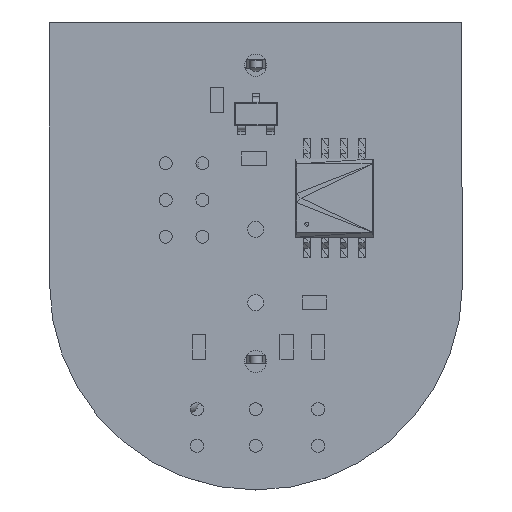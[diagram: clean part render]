
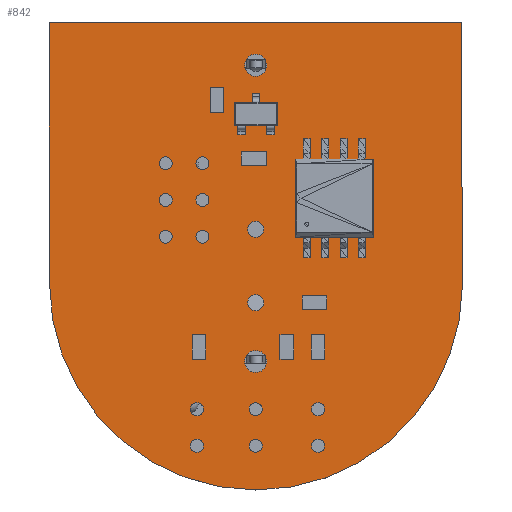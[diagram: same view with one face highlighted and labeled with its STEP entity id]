
A CAD part, top view. The second image highlights one B-rep face of the part: STEP entity #842.
In plain terms, the highlighted planar face has unit normal (0, 0, 1).
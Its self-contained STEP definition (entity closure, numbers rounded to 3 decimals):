
#71 = VERTEX_POINT('',#72);
#72 = CARTESIAN_POINT('',(1.1,15.113,0.));
#78 = EDGE_CURVE('',#71,#79,#81,.T.);
#79 = VERTEX_POINT('',#80);
#80 = CARTESIAN_POINT('',(1.1,33.104,0.));
#81 = LINE('',#82,#83);
#82 = CARTESIAN_POINT('',(1.1,15.113,0.));
#83 = VECTOR('',#84,1.);
#84 = DIRECTION('',(0.,1.,0.));
#109 = EDGE_CURVE('',#79,#110,#112,.T.);
#110 = VERTEX_POINT('',#111);
#111 = CARTESIAN_POINT('',(1.143,33.147,0.));
#112 = LINE('',#113,#114);
#113 = CARTESIAN_POINT('',(1.1,33.104,0.));
#114 = VECTOR('',#115,1.);
#115 = DIRECTION('',(0.707,0.707,0.));
#140 = EDGE_CURVE('',#110,#141,#143,.T.);
#141 = VERTEX_POINT('',#142);
#142 = CARTESIAN_POINT('',(29.591,33.147,0.));
#143 = LINE('',#144,#145);
#144 = CARTESIAN_POINT('',(1.143,33.147,0.));
#145 = VECTOR('',#146,1.);
#146 = DIRECTION('',(1.,0.,0.));
#171 = EDGE_CURVE('',#141,#172,#174,.T.);
#172 = VERTEX_POINT('',#173);
#173 = CARTESIAN_POINT('',(29.685,14.986,0.));
#174 = LINE('',#175,#176);
#175 = CARTESIAN_POINT('',(29.591,33.147,0.));
#176 = VECTOR('',#177,1.);
#177 = DIRECTION('',(0.005,-1.,0.));
#202 = EDGE_CURVE('',#172,#203,#205,.T.);
#203 = VERTEX_POINT('',#204);
#204 = CARTESIAN_POINT('',(1.1,15.05,0.));
#205 = CIRCLE('',#206,14.293);
#206 = AXIS2_PLACEMENT_3D('',#207,#208,#209);
#207 = CARTESIAN_POINT('',(15.393,15.05,0.));
#208 = DIRECTION('',(0.,0.,-1.));
#209 = DIRECTION('',(1.,-0.004,0.));
#235 = EDGE_CURVE('',#203,#71,#236,.T.);
#236 = LINE('',#237,#238);
#237 = CARTESIAN_POINT('',(1.1,15.05,0.));
#238 = VECTOR('',#239,1.);
#239 = DIRECTION('',(0.,1.,0.));
#259 = VERTEX_POINT('',#260);
#260 = CARTESIAN_POINT('',(11.753,6.35,0.));
#266 = EDGE_CURVE('',#259,#259,#267,.T.);
#267 = CIRCLE('',#268,0.45);
#268 = AXIS2_PLACEMENT_3D('',#269,#270,#271);
#269 = CARTESIAN_POINT('',(11.303,6.35,0.));
#270 = DIRECTION('',(0.,0.,1.));
#271 = DIRECTION('',(1.,0.,0.));
#292 = VERTEX_POINT('',#293);
#293 = CARTESIAN_POINT('',(9.594,18.288,0.));
#299 = EDGE_CURVE('',#292,#292,#300,.T.);
#300 = CIRCLE('',#301,0.45);
#301 = AXIS2_PLACEMENT_3D('',#302,#303,#304);
#302 = CARTESIAN_POINT('',(9.144,18.288,0.));
#303 = DIRECTION('',(0.,0.,1.));
#304 = DIRECTION('',(1.,0.,0.));
#325 = VERTEX_POINT('',#326);
#326 = CARTESIAN_POINT('',(11.753,3.81,0.));
#332 = EDGE_CURVE('',#325,#325,#333,.T.);
#333 = CIRCLE('',#334,0.45);
#334 = AXIS2_PLACEMENT_3D('',#335,#336,#337);
#335 = CARTESIAN_POINT('',(11.303,3.81,0.));
#336 = DIRECTION('',(0.,0.,1.));
#337 = DIRECTION('',(1.,0.,0.));
#358 = VERTEX_POINT('',#359);
#359 = CARTESIAN_POINT('',(12.134,18.288,0.));
#365 = EDGE_CURVE('',#358,#358,#366,.T.);
#366 = CIRCLE('',#367,0.45);
#367 = AXIS2_PLACEMENT_3D('',#368,#369,#370);
#368 = CARTESIAN_POINT('',(11.684,18.288,0.));
#369 = DIRECTION('',(0.,0.,1.));
#370 = DIRECTION('',(1.,0.,0.));
#391 = VERTEX_POINT('',#392);
#392 = CARTESIAN_POINT('',(9.594,20.828,0.));
#398 = EDGE_CURVE('',#391,#391,#399,.T.);
#399 = CIRCLE('',#400,0.45);
#400 = AXIS2_PLACEMENT_3D('',#401,#402,#403);
#401 = CARTESIAN_POINT('',(9.144,20.828,0.));
#402 = DIRECTION('',(0.,0.,1.));
#403 = DIRECTION('',(1.,0.,0.));
#424 = VERTEX_POINT('',#425);
#425 = CARTESIAN_POINT('',(9.594,23.368,0.));
#431 = EDGE_CURVE('',#424,#424,#432,.T.);
#432 = CIRCLE('',#433,0.45);
#433 = AXIS2_PLACEMENT_3D('',#434,#435,#436);
#434 = CARTESIAN_POINT('',(9.144,23.368,0.));
#435 = DIRECTION('',(0.,0.,1.));
#436 = DIRECTION('',(1.,0.,0.));
#457 = VERTEX_POINT('',#458);
#458 = CARTESIAN_POINT('',(12.134,20.828,0.));
#464 = EDGE_CURVE('',#457,#457,#465,.T.);
#465 = CIRCLE('',#466,0.45);
#466 = AXIS2_PLACEMENT_3D('',#467,#468,#469);
#467 = CARTESIAN_POINT('',(11.684,20.828,0.));
#468 = DIRECTION('',(0.,0.,1.));
#469 = DIRECTION('',(1.,0.,0.));
#490 = VERTEX_POINT('',#491);
#491 = CARTESIAN_POINT('',(12.134,23.368,0.));
#497 = EDGE_CURVE('',#490,#490,#498,.T.);
#498 = CIRCLE('',#499,0.45);
#499 = AXIS2_PLACEMENT_3D('',#500,#501,#502);
#500 = CARTESIAN_POINT('',(11.684,23.368,0.));
#501 = DIRECTION('',(0.,0.,1.));
#502 = DIRECTION('',(1.,0.,0.));
#523 = VERTEX_POINT('',#524);
#524 = CARTESIAN_POINT('',(15.817,3.81,0.));
#530 = EDGE_CURVE('',#523,#523,#531,.T.);
#531 = CIRCLE('',#532,0.45);
#532 = AXIS2_PLACEMENT_3D('',#533,#534,#535);
#533 = CARTESIAN_POINT('',(15.367,3.81,0.));
#534 = DIRECTION('',(0.,0.,1.));
#535 = DIRECTION('',(1.,0.,0.));
#556 = VERTEX_POINT('',#557);
#557 = CARTESIAN_POINT('',(15.817,6.35,0.));
#563 = EDGE_CURVE('',#556,#556,#564,.T.);
#564 = CIRCLE('',#565,0.45);
#565 = AXIS2_PLACEMENT_3D('',#566,#567,#568);
#566 = CARTESIAN_POINT('',(15.367,6.35,0.));
#567 = DIRECTION('',(0.,0.,1.));
#568 = DIRECTION('',(1.,0.,0.));
#589 = VERTEX_POINT('',#590);
#590 = CARTESIAN_POINT('',(20.135,3.81,0.));
#596 = EDGE_CURVE('',#589,#589,#597,.T.);
#597 = CIRCLE('',#598,0.45);
#598 = AXIS2_PLACEMENT_3D('',#599,#600,#601);
#599 = CARTESIAN_POINT('',(19.685,3.81,0.));
#600 = DIRECTION('',(0.,0.,1.));
#601 = DIRECTION('',(1.,0.,0.));
#622 = VERTEX_POINT('',#623);
#623 = CARTESIAN_POINT('',(20.135,6.35,0.));
#629 = EDGE_CURVE('',#622,#622,#630,.T.);
#630 = CIRCLE('',#631,0.45);
#631 = AXIS2_PLACEMENT_3D('',#632,#633,#634);
#632 = CARTESIAN_POINT('',(19.685,6.35,0.));
#633 = DIRECTION('',(0.,0.,1.));
#634 = DIRECTION('',(1.,0.,0.));
#655 = VERTEX_POINT('',#656);
#656 = CARTESIAN_POINT('',(15.917,13.716,0.));
#662 = EDGE_CURVE('',#655,#655,#663,.T.);
#663 = CIRCLE('',#664,0.55);
#664 = AXIS2_PLACEMENT_3D('',#665,#666,#667);
#665 = CARTESIAN_POINT('',(15.367,13.716,0.));
#666 = DIRECTION('',(0.,0.,1.));
#667 = DIRECTION('',(1.,0.,0.));
#688 = VERTEX_POINT('',#689);
#689 = CARTESIAN_POINT('',(15.917,18.796,0.));
#695 = EDGE_CURVE('',#688,#688,#696,.T.);
#696 = CIRCLE('',#697,0.55);
#697 = AXIS2_PLACEMENT_3D('',#698,#699,#700);
#698 = CARTESIAN_POINT('',(15.367,18.796,0.));
#699 = DIRECTION('',(0.,0.,1.));
#700 = DIRECTION('',(1.,0.,0.));
#721 = VERTEX_POINT('',#722);
#722 = CARTESIAN_POINT('',(16.129,9.652,0.));
#728 = EDGE_CURVE('',#721,#721,#729,.T.);
#729 = CIRCLE('',#730,0.762);
#730 = AXIS2_PLACEMENT_3D('',#731,#732,#733);
#731 = CARTESIAN_POINT('',(15.367,9.652,0.));
#732 = DIRECTION('',(0.,0.,1.));
#733 = DIRECTION('',(1.,0.,0.));
#754 = VERTEX_POINT('',#755);
#755 = CARTESIAN_POINT('',(16.129,30.15,0.));
#761 = EDGE_CURVE('',#754,#754,#762,.T.);
#762 = CIRCLE('',#763,0.762);
#763 = AXIS2_PLACEMENT_3D('',#764,#765,#766);
#764 = CARTESIAN_POINT('',(15.367,30.15,0.));
#765 = DIRECTION('',(0.,0.,1.));
#766 = DIRECTION('',(1.,0.,0.));
#842 = ADVANCED_FACE('',(#843,#851,#854,#857,#860,#863,#866,#869,#872,
    #875,#878,#881,#884,#887,#890,#893,#896),#899,.T.);
#843 = FACE_BOUND('',#844,.F.);
#844 = EDGE_LOOP('',(#845,#846,#847,#848,#849,#850));
#845 = ORIENTED_EDGE('',*,*,#78,.T.);
#846 = ORIENTED_EDGE('',*,*,#109,.T.);
#847 = ORIENTED_EDGE('',*,*,#140,.T.);
#848 = ORIENTED_EDGE('',*,*,#171,.T.);
#849 = ORIENTED_EDGE('',*,*,#202,.T.);
#850 = ORIENTED_EDGE('',*,*,#235,.T.);
#851 = FACE_BOUND('',#852,.T.);
#852 = EDGE_LOOP('',(#853));
#853 = ORIENTED_EDGE('',*,*,#266,.F.);
#854 = FACE_BOUND('',#855,.T.);
#855 = EDGE_LOOP('',(#856));
#856 = ORIENTED_EDGE('',*,*,#299,.F.);
#857 = FACE_BOUND('',#858,.T.);
#858 = EDGE_LOOP('',(#859));
#859 = ORIENTED_EDGE('',*,*,#332,.F.);
#860 = FACE_BOUND('',#861,.T.);
#861 = EDGE_LOOP('',(#862));
#862 = ORIENTED_EDGE('',*,*,#365,.F.);
#863 = FACE_BOUND('',#864,.T.);
#864 = EDGE_LOOP('',(#865));
#865 = ORIENTED_EDGE('',*,*,#398,.F.);
#866 = FACE_BOUND('',#867,.T.);
#867 = EDGE_LOOP('',(#868));
#868 = ORIENTED_EDGE('',*,*,#431,.F.);
#869 = FACE_BOUND('',#870,.T.);
#870 = EDGE_LOOP('',(#871));
#871 = ORIENTED_EDGE('',*,*,#464,.F.);
#872 = FACE_BOUND('',#873,.T.);
#873 = EDGE_LOOP('',(#874));
#874 = ORIENTED_EDGE('',*,*,#497,.F.);
#875 = FACE_BOUND('',#876,.T.);
#876 = EDGE_LOOP('',(#877));
#877 = ORIENTED_EDGE('',*,*,#530,.F.);
#878 = FACE_BOUND('',#879,.T.);
#879 = EDGE_LOOP('',(#880));
#880 = ORIENTED_EDGE('',*,*,#563,.F.);
#881 = FACE_BOUND('',#882,.T.);
#882 = EDGE_LOOP('',(#883));
#883 = ORIENTED_EDGE('',*,*,#596,.F.);
#884 = FACE_BOUND('',#885,.T.);
#885 = EDGE_LOOP('',(#886));
#886 = ORIENTED_EDGE('',*,*,#629,.F.);
#887 = FACE_BOUND('',#888,.T.);
#888 = EDGE_LOOP('',(#889));
#889 = ORIENTED_EDGE('',*,*,#662,.F.);
#890 = FACE_BOUND('',#891,.T.);
#891 = EDGE_LOOP('',(#892));
#892 = ORIENTED_EDGE('',*,*,#695,.F.);
#893 = FACE_BOUND('',#894,.T.);
#894 = EDGE_LOOP('',(#895));
#895 = ORIENTED_EDGE('',*,*,#728,.F.);
#896 = FACE_BOUND('',#897,.T.);
#897 = EDGE_LOOP('',(#898));
#898 = ORIENTED_EDGE('',*,*,#761,.F.);
#899 = PLANE('',#900);
#900 = AXIS2_PLACEMENT_3D('',#901,#902,#903);
#901 = CARTESIAN_POINT('',(1.1,15.113,0.));
#902 = DIRECTION('',(0.,0.,1.));
#903 = DIRECTION('',(1.,0.,0.));
